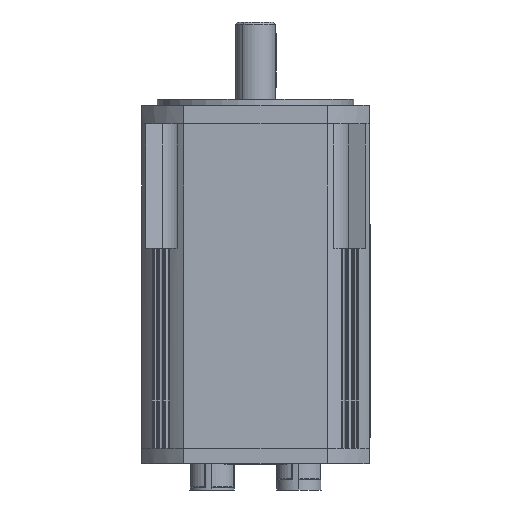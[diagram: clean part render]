
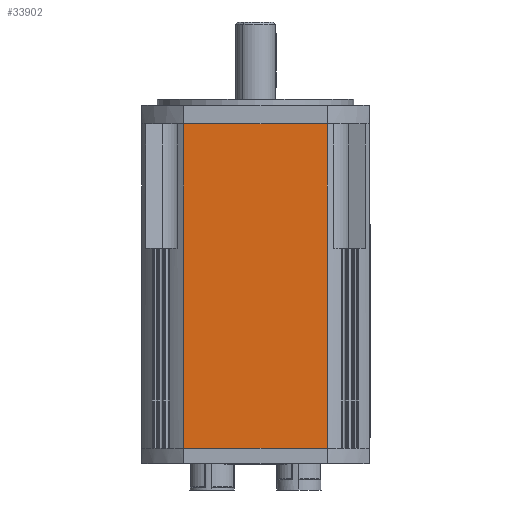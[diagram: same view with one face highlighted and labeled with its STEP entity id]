
A CAD part, front view. The second image highlights one B-rep face of the part: STEP entity #33902.
In plain terms, the highlighted planar face has unit normal (0, -1, 0).
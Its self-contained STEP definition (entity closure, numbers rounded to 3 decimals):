
#29098=CARTESIAN_POINT('',(34.641,-55.0,156.5));
#29099=VERTEX_POINT('',#29098);
#29131=CARTESIAN_POINT('',(-34.641,-55.0,156.5));
#29132=VERTEX_POINT('',#29131);
#29139=CARTESIAN_POINT('',(34.641,-55.0,156.5));
#29140=DIRECTION('',(-1.0,0.0,0.0));
#29141=VECTOR('',#29140,69.282);
#29142=LINE('',#29139,#29141);
#29143=EDGE_CURVE('',#29099,#29132,#29142,.T.);
#30735=CARTESIAN_POINT('',(34.641,-55.0,0.0));
#30736=VERTEX_POINT('',#30735);
#30768=CARTESIAN_POINT('',(-34.641,-55.0,0.0));
#30769=VERTEX_POINT('',#30768);
#30770=CARTESIAN_POINT('',(34.641,-55.0,0.0));
#30771=DIRECTION('',(-1.0,0.0,0.0));
#30772=VECTOR('',#30771,69.282);
#30773=LINE('',#30770,#30772);
#30774=EDGE_CURVE('',#30736,#30769,#30773,.T.);
#32910=CARTESIAN_POINT('',(34.641,-55.0,0.0));
#32911=DIRECTION('',(0.0,0.0,1.0));
#32912=VECTOR('',#32911,156.5);
#32913=LINE('',#32910,#32912);
#32914=EDGE_CURVE('',#30736,#29099,#32913,.T.);
#33315=CARTESIAN_POINT('',(-34.641,-55.0,0.0));
#33316=DIRECTION('',(0.0,0.0,1.0));
#33317=VECTOR('',#33316,156.5);
#33318=LINE('',#33315,#33317);
#33319=EDGE_CURVE('',#30769,#29132,#33318,.T.);
#33891=CARTESIAN_POINT('',(34.641,-55.0,0.0));
#33892=DIRECTION('',(0.0,-1.0,0.0));
#33893=DIRECTION('',(0.0,0.0,-1.0));
#33894=AXIS2_PLACEMENT_3D('',#33891,#33892,#33893);
#33895=PLANE('',#33894);
#33896=ORIENTED_EDGE('',*,*,#29143,.T.);
#33897=ORIENTED_EDGE('',*,*,#33319,.F.);
#33898=ORIENTED_EDGE('',*,*,#30774,.F.);
#33899=ORIENTED_EDGE('',*,*,#32914,.T.);
#33900=EDGE_LOOP('',(#33896,#33897,#33898,#33899));
#33901=FACE_OUTER_BOUND('',#33900,.T.);
#33902=ADVANCED_FACE('',(#33901),#33895,.T.);
